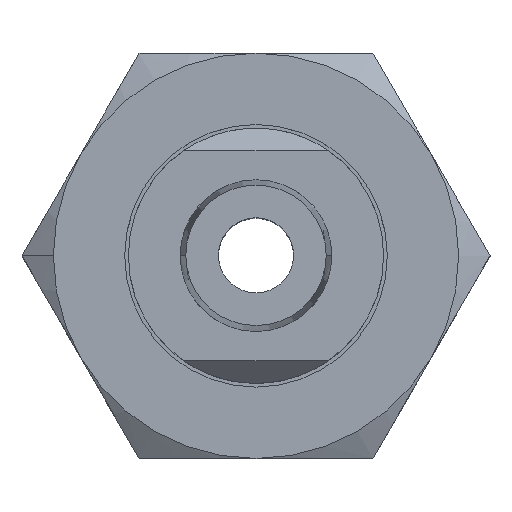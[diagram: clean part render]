
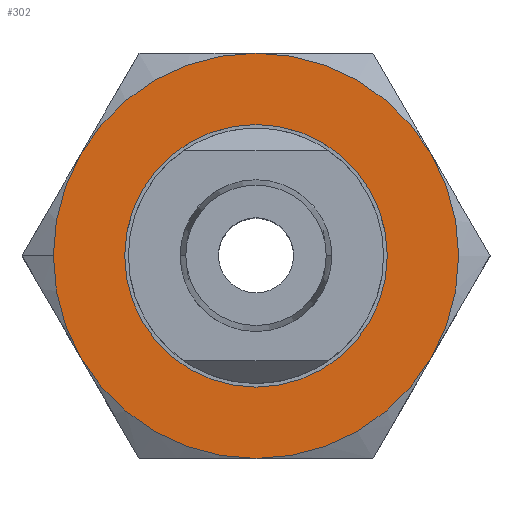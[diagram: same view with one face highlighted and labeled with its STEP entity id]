
A CAD part, top view. The second image highlights one B-rep face of the part: STEP entity #302.
In plain terms, the highlighted planar face has unit normal (0, 0, 1).
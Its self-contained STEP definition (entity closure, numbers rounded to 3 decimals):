
#35 = VERTEX_POINT ( 'NONE', #788 ) ;
#37 = EDGE_CURVE ( 'NONE', #35, #38, #787, .T. ) ;
#38 = VERTEX_POINT ( 'NONE', #824 ) ;
#65 = VERTEX_POINT ( 'NONE', #760 ) ;
#66 = VERTEX_POINT ( 'NONE', #757 ) ;
#74 = EDGE_CURVE ( 'NONE', #65, #145, #737, .T. ) ;
#83 = EDGE_CURVE ( 'NONE', #175, #65, #1046, .T. ) ;
#85 = VERTEX_POINT ( 'NONE', #871 ) ;
#87 = EDGE_CURVE ( 'NONE', #145, #85, #922, .T. ) ;
#145 = VERTEX_POINT ( 'NONE', #1067 ) ;
#152 = EDGE_CURVE ( 'NONE', #85, #179, #911, .T. ) ;
#162 = EDGE_CURVE ( 'NONE', #179, #296, #931, .T. ) ;
#175 = VERTEX_POINT ( 'NONE', #1125 ) ;
#179 = VERTEX_POINT ( 'NONE', #1124 ) ;
#223 = EDGE_LOOP ( 'NONE', ( #304, #305, #382, #383, #229, #230, #315 ) ) ;
#224 = EDGE_CURVE ( 'NONE', #38, #35, #1150, .T. ) ;
#229 = ORIENTED_EDGE ( 'NONE', *, *, #443, .T. ) ;
#230 = ORIENTED_EDGE ( 'NONE', *, *, #83, .T. ) ;
#295 = EDGE_CURVE ( 'NONE', #296, #66, #1415, .T. ) ;
#296 = VERTEX_POINT ( 'NONE', #1410 ) ;
#302 = ADVANCED_FACE ( 'NONE', ( #1398, #1397 ), #1320, .F. ) ;
#303 = ORIENTED_EDGE ( 'NONE', *, *, #224, .F. ) ;
#304 = ORIENTED_EDGE ( 'NONE', *, *, #87, .T. ) ;
#305 = ORIENTED_EDGE ( 'NONE', *, *, #152, .T. ) ;
#308 = EDGE_LOOP ( 'NONE', ( #303, #310 ) ) ;
#310 = ORIENTED_EDGE ( 'NONE', *, *, #37, .F. ) ;
#315 = ORIENTED_EDGE ( 'NONE', *, *, #74, .T. ) ;
#382 = ORIENTED_EDGE ( 'NONE', *, *, #162, .T. ) ;
#383 = ORIENTED_EDGE ( 'NONE', *, *, #295, .T. ) ;
#443 = EDGE_CURVE ( 'NONE', #66, #175, #1581, .T. ) ;
#734 = DIRECTION ( 'NONE',  ( 1., 0., 0. ) ) ;
#735 = DIRECTION ( 'NONE',  ( 0., 0., 1. ) ) ;
#736 = AXIS2_PLACEMENT_3D ( 'NONE', #830, #735, #734 ) ;
#737 = CIRCLE ( 'NONE', #736, 13.5 ) ;
#757 = CARTESIAN_POINT ( 'NONE',  ( -11.691, -6.75, 6.75 ) ) ;
#760 = CARTESIAN_POINT ( 'NONE',  ( 11.691, -6.75, 6.75 ) ) ;
#785 = CARTESIAN_POINT ( 'NONE',  ( 0., 0., 6.75 ) ) ;
#786 = AXIS2_PLACEMENT_3D ( 'NONE', #785, #826, #825 ) ;
#787 = CIRCLE ( 'NONE', #786, 8.75 ) ;
#788 = CARTESIAN_POINT ( 'NONE',  ( -8.75, 0., 6.75 ) ) ;
#824 = CARTESIAN_POINT ( 'NONE',  ( 8.75, 0., 6.75 ) ) ;
#825 = DIRECTION ( 'NONE',  ( 1., 0., 0. ) ) ;
#826 = DIRECTION ( 'NONE',  ( 0., 0., 1. ) ) ;
#830 = CARTESIAN_POINT ( 'NONE',  ( 0., 0., 6.75 ) ) ;
#871 = CARTESIAN_POINT ( 'NONE',  ( 0., 13.5, 6.75 ) ) ;
#893 = DIRECTION ( 'NONE',  ( 1., 0., 0. ) ) ;
#908 = DIRECTION ( 'NONE',  ( 1., 0., 0. ) ) ;
#909 = DIRECTION ( 'NONE',  ( 0., 0., 1. ) ) ;
#910 = AXIS2_PLACEMENT_3D ( 'NONE', #1064, #909, #908 ) ;
#911 = CIRCLE ( 'NONE', #910, 13.5 ) ;
#918 = DIRECTION ( 'NONE',  ( 1., 0., 0. ) ) ;
#919 = DIRECTION ( 'NONE',  ( 0., 0., 1. ) ) ;
#920 = CARTESIAN_POINT ( 'NONE',  ( 0., 0., 6.75 ) ) ;
#921 = AXIS2_PLACEMENT_3D ( 'NONE', #920, #919, #918 ) ;
#922 = CIRCLE ( 'NONE', #921, 13.5 ) ;
#927 = DIRECTION ( 'NONE',  ( 1., 0., 0. ) ) ;
#928 = DIRECTION ( 'NONE',  ( 0., 0., 1. ) ) ;
#929 = CARTESIAN_POINT ( 'NONE',  ( 0., 0., 6.75 ) ) ;
#930 = AXIS2_PLACEMENT_3D ( 'NONE', #929, #928, #927 ) ;
#931 = CIRCLE ( 'NONE', #930, 13.5 ) ;
#976 = CARTESIAN_POINT ( 'NONE',  ( 0., 0., 6.75 ) ) ;
#1003 = DIRECTION ( 'NONE',  ( 0., 0., 1. ) ) ;
#1004 = AXIS2_PLACEMENT_3D ( 'NONE', #976, #1003, #893 ) ;
#1046 = CIRCLE ( 'NONE', #1004, 13.5 ) ;
#1064 = CARTESIAN_POINT ( 'NONE',  ( 0., 0., 6.75 ) ) ;
#1067 = CARTESIAN_POINT ( 'NONE',  ( 11.691, 6.75, 6.75 ) ) ;
#1093 = DIRECTION ( 'NONE',  ( 1., 0., 0. ) ) ;
#1094 = DIRECTION ( 'NONE',  ( 0., 0., 1. ) ) ;
#1124 = CARTESIAN_POINT ( 'NONE',  ( -11.691, 6.75, 6.75 ) ) ;
#1125 = CARTESIAN_POINT ( 'NONE',  ( 0., -13.5, 6.75 ) ) ;
#1148 = CARTESIAN_POINT ( 'NONE',  ( 0., 0., 6.75 ) ) ;
#1149 = AXIS2_PLACEMENT_3D ( 'NONE', #1148, #1094, #1093 ) ;
#1150 = CIRCLE ( 'NONE', #1149, 8.75 ) ;
#1315 = DIRECTION ( 'NONE',  ( -1., 0., 0. ) ) ;
#1316 = DIRECTION ( 'NONE',  ( 0., 0., -1. ) ) ;
#1317 = AXIS2_PLACEMENT_3D ( 'NONE', #1319, #1316, #1315 ) ;
#1319 = CARTESIAN_POINT ( 'NONE',  ( 0., 13.5, 6.75 ) ) ;
#1320 = PLANE ( 'NONE',  #1317 ) ;
#1397 = FACE_OUTER_BOUND ( 'NONE', #223, .T. ) ;
#1398 = FACE_BOUND ( 'NONE', #308, .T. ) ;
#1410 = CARTESIAN_POINT ( 'NONE',  ( -13.5, 0., 6.75 ) ) ;
#1411 = DIRECTION ( 'NONE',  ( 1., 0., 0. ) ) ;
#1412 = DIRECTION ( 'NONE',  ( 0., 0., 1. ) ) ;
#1413 = CARTESIAN_POINT ( 'NONE',  ( 0., 0., 6.75 ) ) ;
#1414 = AXIS2_PLACEMENT_3D ( 'NONE', #1413, #1412, #1411 ) ;
#1415 = CIRCLE ( 'NONE', #1414, 13.5 ) ;
#1572 = DIRECTION ( 'NONE',  ( 1., 0., 0. ) ) ;
#1573 = DIRECTION ( 'NONE',  ( 0., 0., 1. ) ) ;
#1574 = AXIS2_PLACEMENT_3D ( 'NONE', #1585, #1573, #1572 ) ;
#1581 = CIRCLE ( 'NONE', #1574, 13.5 ) ;
#1585 = CARTESIAN_POINT ( 'NONE',  ( 0., 0., 6.75 ) ) ;
